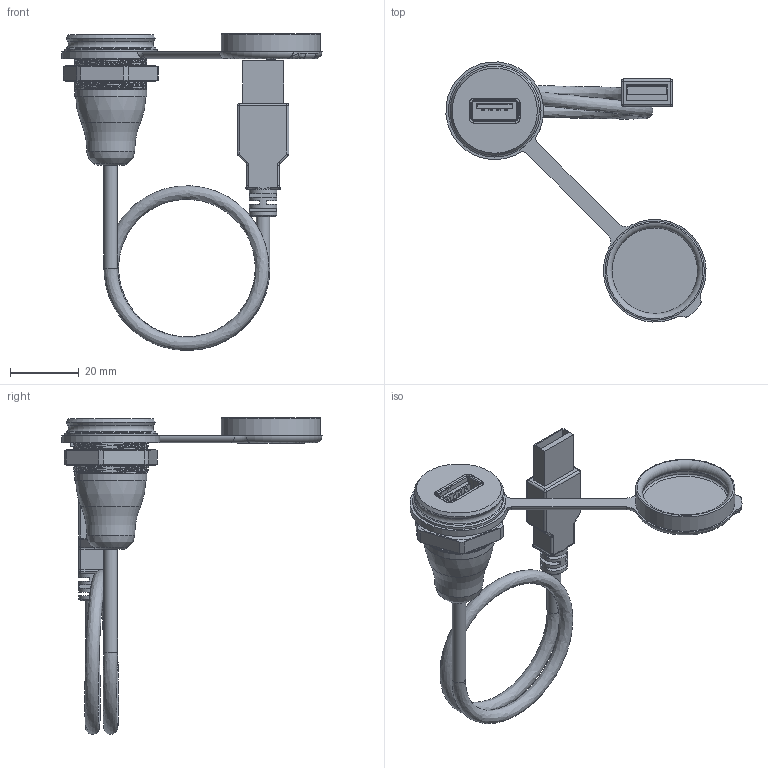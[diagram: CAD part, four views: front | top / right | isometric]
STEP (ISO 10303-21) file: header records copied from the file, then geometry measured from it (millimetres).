
FILE_DESCRIPTION(('FreeCAD Model'),'2;1');
FILE_NAME('Open CASCADE Shape Model','2023-04-11T14:38:00',('Author'),( ''),'Open CASCADE STEP processor 7.6','FreeCAD','Unknown');
FILE_SCHEMA(('AUTOMOTIVE_DESIGN { 1 0 10303 214 1 1 1 1 }'));
Length unit declared in the file: millimetre
Products named in the file (10): 1310-1018-0x; M22 für USB_A; USB_A.Verlängerung; Anspritzung; Spiralkabel für Kabeldose-01; USB_A Stecker002; USB_A Stecker; USB_A Stecker001; M22 Mutter; Verschluß ST0052
Assembly tree (9 placements, depth 3):
  1310-1018-0x
    M22 für USB_A
    USB_A.Verlängerung
    Anspritzung
    Spiralkabel für Kabeldose-01
    USB_A Stecker002
      USB_A Stecker
      USB_A Stecker001
    M22 Mutter
    Verschluß ST0052
Bounding box: 75.77 x 75.77 x 92.36 mm (x, y, z)
Volume: 20312 mm3; surface area: 16571.1 mm2
Topology: 8 solids, 8 shells, 651 faces, 1716 edges, 1099 vertices
Faces by surface type: plane 354, cylinder 160, bspline 82, cone 25, torus 22, sphere 8
Full cylindrical faces by diameter (mm): 0.555 x1, 0.615 x1, 0.801 x1, 4 x2, 8 x1, 17.27 x1, 21 x1, 21.7 x3, 26 x1, 27 x1, 28.9 x1
Entity records: 30502 total; most frequent: CARTESIAN_POINT 12827, ORIENTED_EDGE 3412, DIRECTION 2902, EDGE_CURVE 1706, VERTEX_POINT 1099, AXIS2_PLACEMENT_3D 969, LINE 964, VECTOR 964
